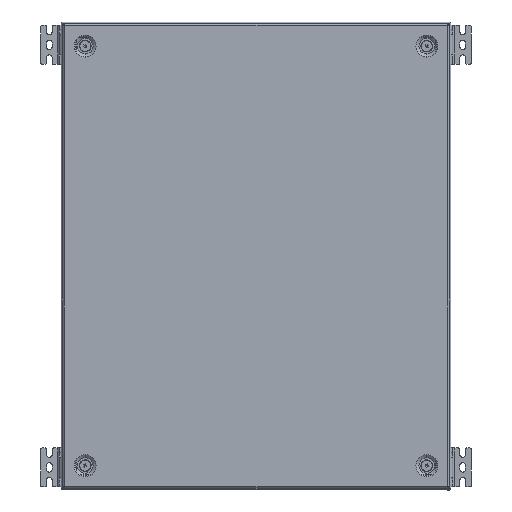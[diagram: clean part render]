
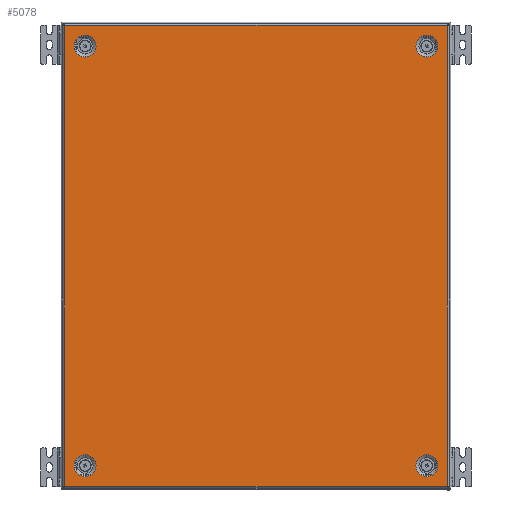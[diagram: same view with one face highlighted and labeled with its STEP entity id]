
A CAD part, top view. The second image highlights one B-rep face of the part: STEP entity #5078.
In plain terms, the highlighted planar face has unit normal (0, 0, 1).
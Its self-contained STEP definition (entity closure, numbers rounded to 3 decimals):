
#9 = CIRCLE ( 'NONE', #21806, 14. ) ;
#435 = CARTESIAN_POINT ( 'NONE',  ( 219., -269., 0. ) ) ;
#517 = AXIS2_PLACEMENT_3D ( 'NONE', #25435, #12364, #25723 ) ;
#532 = VERTEX_POINT ( 'NONE', #3851 ) ;
#558 = CARTESIAN_POINT ( 'NONE',  ( -245.5, 295.5, 0. ) ) ;
#664 = EDGE_LOOP ( 'NONE', ( #24403, #25045 ) ) ;
#734 = EDGE_CURVE ( 'NONE', #11091, #5925, #3110, .T. ) ;
#870 = EDGE_CURVE ( 'NONE', #24144, #532, #21516, .T. ) ;
#890 = CIRCLE ( 'NONE', #3687, 14. ) ;
#946 = VECTOR ( 'NONE', #16425, 1000. ) ;
#1323 = VECTOR ( 'NONE', #13548, 1000. ) ;
#1595 = DIRECTION ( 'NONE',  ( 1., 0., 0. ) ) ;
#1631 = CARTESIAN_POINT ( 'NONE',  ( 245.793, 295.5, 0. ) ) ;
#1870 = CARTESIAN_POINT ( 'NONE',  ( 245.5, 295.5, 0. ) ) ;
#2083 = CARTESIAN_POINT ( 'NONE',  ( 219., -283., 0. ) ) ;
#2193 = DIRECTION ( 'NONE',  ( 1., 0., 0. ) ) ;
#2292 = DIRECTION ( 'NONE',  ( -1., 0., 0. ) ) ;
#2389 = ORIENTED_EDGE ( 'NONE', *, *, #15748, .T. ) ;
#2430 = CARTESIAN_POINT ( 'NONE',  ( 219., -255., 0. ) ) ;
#2612 = CARTESIAN_POINT ( 'NONE',  ( 219., 283., 0. ) ) ;
#3034 = VECTOR ( 'NONE', #10150, 1000. ) ;
#3110 = LINE ( 'NONE', #16572, #946 ) ;
#3414 = CARTESIAN_POINT ( 'NONE',  ( 219., 255., 0. ) ) ;
#3532 = CIRCLE ( 'NONE', #8596, 14. ) ;
#3687 = AXIS2_PLACEMENT_3D ( 'NONE', #24398, #8562, #2193 ) ;
#3851 = CARTESIAN_POINT ( 'NONE',  ( -245.4, 295.5, 0. ) ) ;
#4215 = DIRECTION ( 'NONE',  ( 0., 0., 1. ) ) ;
#4331 = EDGE_LOOP ( 'NONE', ( #16723, #9695 ) ) ;
#4635 = ORIENTED_EDGE ( 'NONE', *, *, #19098, .T. ) ;
#4919 = DIRECTION ( 'NONE',  ( 0., 0., 1. ) ) ;
#5066 = DIRECTION ( 'NONE',  ( 1., 0., 0. ) ) ;
#5078 = ADVANCED_FACE ( 'NONE', ( #11894, #7247, #7823, #18413, #16081 ), #16374, .T. ) ;
#5329 = CIRCLE ( 'NONE', #22035, 14. ) ;
#5351 = CARTESIAN_POINT ( 'NONE',  ( 0., 0., 0. ) ) ;
#5491 = VERTEX_POINT ( 'NONE', #2083 ) ;
#5669 = CARTESIAN_POINT ( 'NONE',  ( -219., -283., 0. ) ) ;
#5776 = EDGE_CURVE ( 'NONE', #21129, #15376, #9017, .T. ) ;
#5925 = VERTEX_POINT ( 'NONE', #21362 ) ;
#6612 = LINE ( 'NONE', #24740, #1323 ) ;
#6812 = DIRECTION ( 'NONE',  ( 1., 0., 0. ) ) ;
#7247 = FACE_BOUND ( 'NONE', #26773, .T. ) ;
#7407 = DIRECTION ( 'NONE',  ( 0., 0., 1. ) ) ;
#7515 = EDGE_CURVE ( 'NONE', #9730, #27774, #3532, .T. ) ;
#7823 = FACE_BOUND ( 'NONE', #14777, .T. ) ;
#8051 = CARTESIAN_POINT ( 'NONE',  ( 245.793, 295.5, 0. ) ) ;
#8562 = DIRECTION ( 'NONE',  ( 0., 0., 1. ) ) ;
#8582 = VERTEX_POINT ( 'NONE', #19793 ) ;
#8595 = CARTESIAN_POINT ( 'NONE',  ( -219., 283., 0. ) ) ;
#8596 = AXIS2_PLACEMENT_3D ( 'NONE', #21476, #28442, #1595 ) ;
#8891 = DIRECTION ( 'NONE',  ( 0., 1., 0. ) ) ;
#8923 = DIRECTION ( 'NONE',  ( 0., 0., 1. ) ) ;
#9017 = LINE ( 'NONE', #26883, #22946 ) ;
#9118 = ORIENTED_EDGE ( 'NONE', *, *, #22690, .F. ) ;
#9695 = ORIENTED_EDGE ( 'NONE', *, *, #11409, .F. ) ;
#9730 = VERTEX_POINT ( 'NONE', #23708 ) ;
#9868 = DIRECTION ( 'NONE',  ( 1., 0., 0. ) ) ;
#10150 = DIRECTION ( 'NONE',  ( 1., 0., 0. ) ) ;
#10180 = DIRECTION ( 'NONE',  ( -1., 0., 0. ) ) ;
#10328 = VERTEX_POINT ( 'NONE', #24099 ) ;
#10330 = EDGE_CURVE ( 'NONE', #10484, #17171, #13797, .T. ) ;
#10383 = VECTOR ( 'NONE', #21414, 1000. ) ;
#10484 = VERTEX_POINT ( 'NONE', #2612 ) ;
#10686 = AXIS2_PLACEMENT_3D ( 'NONE', #435, #4919, #6812 ) ;
#11029 = CARTESIAN_POINT ( 'NONE',  ( 219., 269., 0. ) ) ;
#11091 = VERTEX_POINT ( 'NONE', #24585 ) ;
#11156 = CIRCLE ( 'NONE', #517, 14. ) ;
#11409 = EDGE_CURVE ( 'NONE', #10328, #15723, #9, .T. ) ;
#11562 = CARTESIAN_POINT ( 'NONE',  ( 219., 269., 0. ) ) ;
#11894 = FACE_OUTER_BOUND ( 'NONE', #25016, .T. ) ;
#11930 = EDGE_CURVE ( 'NONE', #8582, #12267, #22539, .T. ) ;
#12267 = VERTEX_POINT ( 'NONE', #1870 ) ;
#12364 = DIRECTION ( 'NONE',  ( 0., 0., 1. ) ) ;
#12533 = VECTOR ( 'NONE', #10180, 1000. ) ;
#12923 = CARTESIAN_POINT ( 'NONE',  ( -245.5, -295.5, 0. ) ) ;
#13548 = DIRECTION ( 'NONE',  ( 1., 0., 0. ) ) ;
#13797 = CIRCLE ( 'NONE', #16097, 14. ) ;
#13917 = CIRCLE ( 'NONE', #10686, 14. ) ;
#14207 = CARTESIAN_POINT ( 'NONE',  ( 247.5, -295.5, 0. ) ) ;
#14777 = EDGE_LOOP ( 'NONE', ( #15975, #22054 ) ) ;
#14787 = EDGE_CURVE ( 'NONE', #12267, #24144, #27957, .T. ) ;
#15376 = VERTEX_POINT ( 'NONE', #12923 ) ;
#15588 = CARTESIAN_POINT ( 'NONE',  ( -219., -269., 0. ) ) ;
#15723 = VERTEX_POINT ( 'NONE', #5669 ) ;
#15733 = EDGE_CURVE ( 'NONE', #27774, #9730, #5329, .T. ) ;
#15748 = EDGE_CURVE ( 'NONE', #5925, #8582, #21197, .T. ) ;
#15873 = DIRECTION ( 'NONE',  ( -1., 0., 0. ) ) ;
#15961 = ORIENTED_EDGE ( 'NONE', *, *, #24979, .F. ) ;
#15973 = DIRECTION ( 'NONE',  ( 0., -1., 0. ) ) ;
#15975 = ORIENTED_EDGE ( 'NONE', *, *, #10330, .F. ) ;
#16081 = FACE_BOUND ( 'NONE', #664, .T. ) ;
#16097 = AXIS2_PLACEMENT_3D ( 'NONE', #11029, #4215, #19867 ) ;
#16374 = PLANE ( 'NONE',  #24318 ) ;
#16425 = DIRECTION ( 'NONE',  ( 1., 0., 0. ) ) ;
#16463 = ORIENTED_EDGE ( 'NONE', *, *, #5776, .T. ) ;
#16572 = CARTESIAN_POINT ( 'NONE',  ( -245.793, -295.5, 0. ) ) ;
#16723 = ORIENTED_EDGE ( 'NONE', *, *, #28452, .F. ) ;
#17113 = DIRECTION ( 'NONE',  ( 1., 0., 0. ) ) ;
#17171 = VERTEX_POINT ( 'NONE', #3414 ) ;
#17544 = CARTESIAN_POINT ( 'NONE',  ( -245.793, -295.5, 0. ) ) ;
#17634 = ORIENTED_EDGE ( 'NONE', *, *, #14787, .T. ) ;
#17713 = ORIENTED_EDGE ( 'NONE', *, *, #11930, .T. ) ;
#17782 = CARTESIAN_POINT ( 'NONE',  ( 245.4, 295.5, 0. ) ) ;
#17912 = AXIS2_PLACEMENT_3D ( 'NONE', #11562, #20401, #2292 ) ;
#18413 = FACE_BOUND ( 'NONE', #4331, .T. ) ;
#19098 = EDGE_CURVE ( 'NONE', #15376, #11091, #24251, .T. ) ;
#19488 = ORIENTED_EDGE ( 'NONE', *, *, #870, .T. ) ;
#19716 = EDGE_CURVE ( 'NONE', #17171, #10484, #27203, .T. ) ;
#19793 = CARTESIAN_POINT ( 'NONE',  ( 245.5, -295.5, 0. ) ) ;
#19867 = DIRECTION ( 'NONE',  ( -1., 0., 0. ) ) ;
#20401 = DIRECTION ( 'NONE',  ( 0., 0., 1. ) ) ;
#20895 = ORIENTED_EDGE ( 'NONE', *, *, #21795, .F. ) ;
#21129 = VERTEX_POINT ( 'NONE', #558 ) ;
#21197 = LINE ( 'NONE', #14207, #3034 ) ;
#21362 = CARTESIAN_POINT ( 'NONE',  ( 245.4, -295.5, 0. ) ) ;
#21414 = DIRECTION ( 'NONE',  ( -1., 0., 0. ) ) ;
#21476 = CARTESIAN_POINT ( 'NONE',  ( -219., 269., 0. ) ) ;
#21516 = LINE ( 'NONE', #1631, #12533 ) ;
#21795 = EDGE_CURVE ( 'NONE', #21129, #532, #6612, .T. ) ;
#21806 = AXIS2_PLACEMENT_3D ( 'NONE', #15588, #8923, #15873 ) ;
#22035 = AXIS2_PLACEMENT_3D ( 'NONE', #25412, #7407, #9868 ) ;
#22054 = ORIENTED_EDGE ( 'NONE', *, *, #19716, .F. ) ;
#22539 = LINE ( 'NONE', #24713, #25131 ) ;
#22690 = EDGE_CURVE ( 'NONE', #25595, #5491, #890, .T. ) ;
#22946 = VECTOR ( 'NONE', #15973, 1000. ) ;
#23001 = ORIENTED_EDGE ( 'NONE', *, *, #734, .T. ) ;
#23708 = CARTESIAN_POINT ( 'NONE',  ( -219., 255., 0. ) ) ;
#24099 = CARTESIAN_POINT ( 'NONE',  ( -219., -255., 0. ) ) ;
#24144 = VERTEX_POINT ( 'NONE', #17782 ) ;
#24251 = LINE ( 'NONE', #17544, #27157 ) ;
#24318 = AXIS2_PLACEMENT_3D ( 'NONE', #5351, #24958, #5066 ) ;
#24398 = CARTESIAN_POINT ( 'NONE',  ( 219., -269., 0. ) ) ;
#24403 = ORIENTED_EDGE ( 'NONE', *, *, #15733, .F. ) ;
#24585 = CARTESIAN_POINT ( 'NONE',  ( -245.4, -295.5, 0. ) ) ;
#24713 = CARTESIAN_POINT ( 'NONE',  ( 245.5, -295.793, 0. ) ) ;
#24740 = CARTESIAN_POINT ( 'NONE',  ( -247.5, 295.5, 0. ) ) ;
#24958 = DIRECTION ( 'NONE',  ( 0., 0., 1. ) ) ;
#24979 = EDGE_CURVE ( 'NONE', #5491, #25595, #13917, .T. ) ;
#25016 = EDGE_LOOP ( 'NONE', ( #17634, #19488, #20895, #16463, #4635, #23001, #2389, #17713 ) ) ;
#25045 = ORIENTED_EDGE ( 'NONE', *, *, #7515, .F. ) ;
#25131 = VECTOR ( 'NONE', #8891, 1000. ) ;
#25412 = CARTESIAN_POINT ( 'NONE',  ( -219., 269., 0. ) ) ;
#25435 = CARTESIAN_POINT ( 'NONE',  ( -219., -269., 0. ) ) ;
#25595 = VERTEX_POINT ( 'NONE', #2430 ) ;
#25723 = DIRECTION ( 'NONE',  ( -1., 0., 0. ) ) ;
#26773 = EDGE_LOOP ( 'NONE', ( #15961, #9118 ) ) ;
#26883 = CARTESIAN_POINT ( 'NONE',  ( -245.5, 295.793, 0. ) ) ;
#27157 = VECTOR ( 'NONE', #17113, 1000. ) ;
#27203 = CIRCLE ( 'NONE', #17912, 14. ) ;
#27774 = VERTEX_POINT ( 'NONE', #8595 ) ;
#27957 = LINE ( 'NONE', #8051, #10383 ) ;
#28442 = DIRECTION ( 'NONE',  ( 0., 0., 1. ) ) ;
#28452 = EDGE_CURVE ( 'NONE', #15723, #10328, #11156, .T. ) ;
